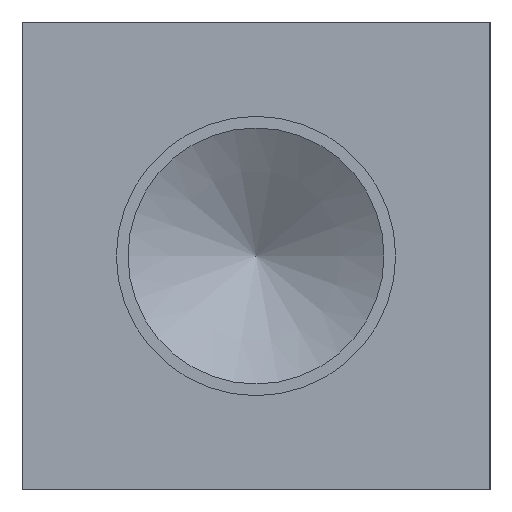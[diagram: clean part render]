
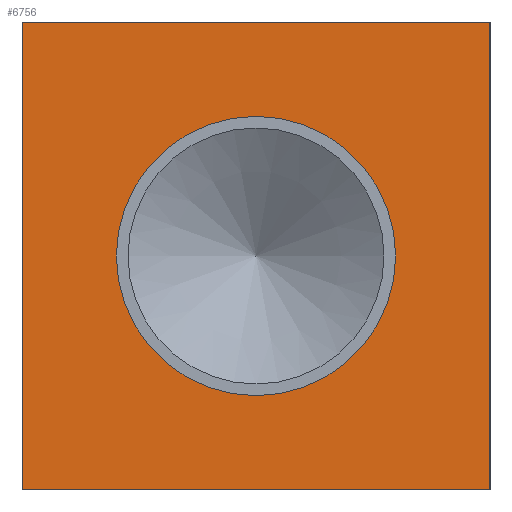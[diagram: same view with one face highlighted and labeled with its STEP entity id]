
A CAD part, left-side view. The second image highlights one B-rep face of the part: STEP entity #6756.
In plain terms, the highlighted planar face has unit normal (-1, 0, 0).
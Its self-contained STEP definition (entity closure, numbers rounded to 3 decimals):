
#108=CIRCLE('',#7099,30.315);
#109=CIRCLE('',#7100,30.315);
#152=FACE_BOUND('',#1112,.T.);
#387=PLANE('',#7102);
#728=FACE_OUTER_BOUND('',#1111,.T.);
#1111=EDGE_LOOP('',(#6023,#6024,#6025,#6026));
#1112=EDGE_LOOP('',(#6027,#6028));
#1408=LINE('',#10200,#2110);
#1816=LINE('',#11322,#2518);
#1817=LINE('',#11323,#2519);
#1818=LINE('',#11324,#2520);
#2110=VECTOR('',#7562,10.);
#2518=VECTOR('',#8458,10.);
#2519=VECTOR('',#8459,10.);
#2520=VECTOR('',#8460,10.);
#2954=VERTEX_POINT('',#10193);
#2957=VERTEX_POINT('',#10198);
#3296=VERTEX_POINT('',#11312);
#3297=VERTEX_POINT('',#11313);
#3298=VERTEX_POINT('',#11320);
#3299=VERTEX_POINT('',#11321);
#3722=EDGE_CURVE('',#2957,#2954,#1408,.T.);
#4208=EDGE_CURVE('',#3296,#3297,#108,.T.);
#4209=EDGE_CURVE('',#3297,#3296,#109,.T.);
#4212=EDGE_CURVE('',#3298,#3299,#1816,.T.);
#4213=EDGE_CURVE('',#3299,#2954,#1817,.T.);
#4214=EDGE_CURVE('',#3298,#2957,#1818,.T.);
#6023=ORIENTED_EDGE('',*,*,#4212,.T.);
#6024=ORIENTED_EDGE('',*,*,#4213,.T.);
#6025=ORIENTED_EDGE('',*,*,#3722,.F.);
#6026=ORIENTED_EDGE('',*,*,#4214,.F.);
#6027=ORIENTED_EDGE('',*,*,#4208,.T.);
#6028=ORIENTED_EDGE('',*,*,#4209,.T.);
#6756=ADVANCED_FACE('',(#728,#152),#387,.T.);
#7099=AXIS2_PLACEMENT_3D('',#11314,#8448,#8449);
#7100=AXIS2_PLACEMENT_3D('',#11315,#8450,#8451);
#7102=AXIS2_PLACEMENT_3D('',#11319,#8456,#8457);
#7562=DIRECTION('',(0.,-1.,0.));
#8448=DIRECTION('center_axis',(1.,0.,0.));
#8449=DIRECTION('ref_axis',(0.,1.,0.));
#8450=DIRECTION('center_axis',(1.,0.,0.));
#8451=DIRECTION('ref_axis',(0.,1.,0.));
#8456=DIRECTION('center_axis',(-1.,0.,0.));
#8457=DIRECTION('ref_axis',(0.,-1.,0.));
#8458=DIRECTION('',(0.,-1.,0.));
#8459=DIRECTION('',(0.,0.,1.));
#8460=DIRECTION('',(0.,0.,1.));
#10193=CARTESIAN_POINT('',(0.,0.,101.6));
#10198=CARTESIAN_POINT('',(0.,101.6,101.6));
#10200=CARTESIAN_POINT('',(0.,101.6,101.6));
#11312=CARTESIAN_POINT('',(0.,81.115,50.8));
#11313=CARTESIAN_POINT('',(0.,20.485,50.8));
#11314=CARTESIAN_POINT('Origin',(0.,50.8,50.8));
#11315=CARTESIAN_POINT('Origin',(0.,50.8,50.8));
#11319=CARTESIAN_POINT('Origin',(0.,101.6,0.));
#11320=CARTESIAN_POINT('',(0.,101.6,0.));
#11321=CARTESIAN_POINT('',(0.,0.,0.));
#11322=CARTESIAN_POINT('',(0.,101.6,0.));
#11323=CARTESIAN_POINT('',(0.,0.,0.));
#11324=CARTESIAN_POINT('',(0.,101.6,0.));
